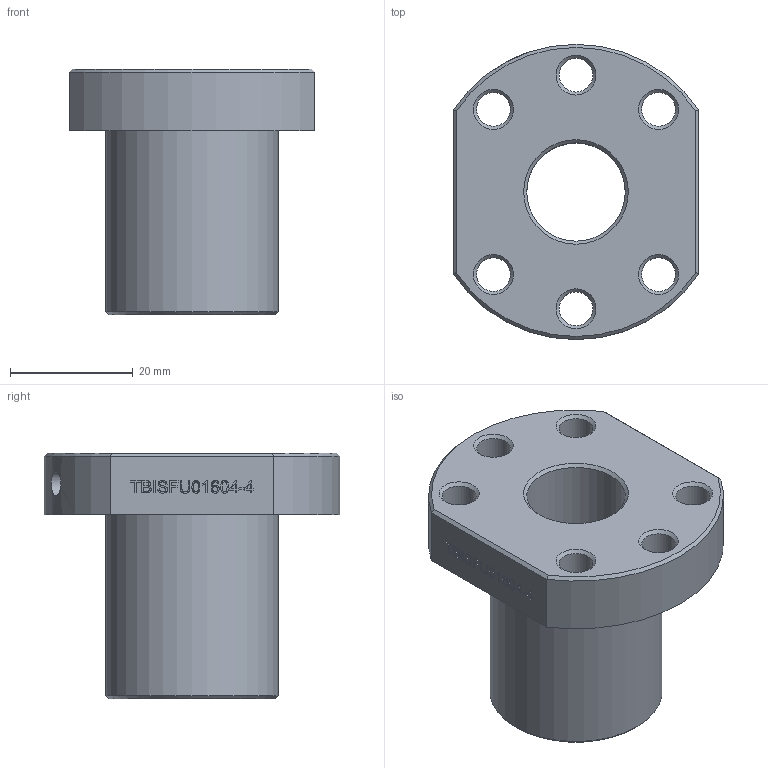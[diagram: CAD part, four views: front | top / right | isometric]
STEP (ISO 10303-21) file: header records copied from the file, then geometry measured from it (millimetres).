
FILE_DESCRIPTION(/* description */ (''),/* implementation_level */ '2;1');
FILE_NAME(/* name */ 'SFU01604-4.stp',/* time_stamp */ '2020-03-23T20:10:02+08:00',/* author */ (''),/* organization */ (''),/* preprocessor_version */ 'ST-DEVELOPER v16',/* originating_system */ 'SIEMENS PLM Software NX 10.0',/* authorisation */ '');
FILE_SCHEMA (('AUTOMOTIVE_DESIGN { 1 0 10303 214 3 1 1 1 }'));
Length unit declared in the file: millimetre
Products named in the file (1): Admi0BFC4609naa9
Bounding box: 40 x 48 x 40 mm (x, y, z)
Volume: 25464 mm3; surface area: 9806.1 mm2
Topology: 1 solids, 1 shells, 148 faces, 364 edges, 240 vertices
Faces by surface type: plane 97, extrusion 26, cone 13, cylinder 12
Full cylindrical faces by diameter (mm): 4 x1, 5.2 x1, 5.5 x6, 16 x1, 28 x1
Entity records: 5170 total; most frequent: CARTESIAN_POINT 1953, ORIENTED_EDGE 670, DIRECTION 516, EDGE_CURVE 335, VERTEX_POINT 233, EDGE_LOOP 205, VECTOR 200, LINE 174
